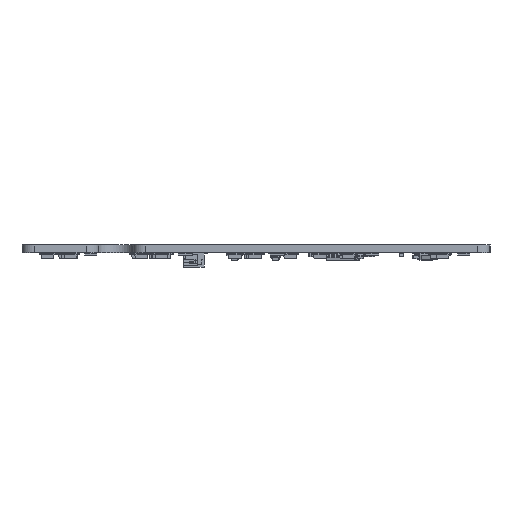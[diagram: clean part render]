
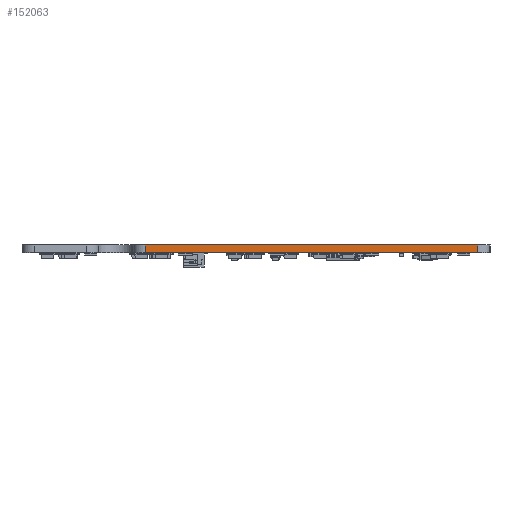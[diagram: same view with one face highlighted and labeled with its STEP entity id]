
A CAD part, left-side view. The second image highlights one B-rep face of the part: STEP entity #152063.
In plain terms, the highlighted planar face has unit normal (-1, 0, 0).
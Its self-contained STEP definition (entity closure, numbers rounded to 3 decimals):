
#108683 = PLANE('',#108684);
#108684 = AXIS2_PLACEMENT_3D('',#108685,#108686,#108687);
#108685 = CARTESIAN_POINT('',(223.87,-107.53,1.6));
#108686 = DIRECTION('',(0.,0.,1.));
#108687 = DIRECTION('',(1.,0.,-0.));
#108738 = PLANE('',#108739);
#108739 = AXIS2_PLACEMENT_3D('',#108740,#108741,#108742);
#108740 = CARTESIAN_POINT('',(223.87,-107.53,0.));
#108741 = DIRECTION('',(0.,0.,1.));
#108742 = DIRECTION('',(1.,0.,-0.));
#109304 = VERTEX_POINT('',#109305);
#109305 = CARTESIAN_POINT('',(38.4,-85.39,0.));
#109320 = CYLINDRICAL_SURFACE('',#109321,2.5);
#109321 = AXIS2_PLACEMENT_3D('',#109322,#109323,#109324);
#109322 = CARTESIAN_POINT('',(40.9,-85.39,0.));
#109323 = DIRECTION('',(-0.,-0.,-1.));
#109324 = DIRECTION('',(1.,0.,-0.));
#109332 = EDGE_CURVE('',#109304,#109333,#109335,.T.);
#109333 = VERTEX_POINT('',#109334);
#109334 = CARTESIAN_POINT('',(38.4,-153.04,0.));
#109335 = SURFACE_CURVE('',#109336,(#109340,#109347),.PCURVE_S1.);
#109336 = LINE('',#109337,#109338);
#109337 = CARTESIAN_POINT('',(38.4,-85.39,0.));
#109338 = VECTOR('',#109339,1.);
#109339 = DIRECTION('',(0.,-1.,0.));
#109340 = PCURVE('',#108738,#109341);
#109341 = DEFINITIONAL_REPRESENTATION('',(#109342),#109346);
#109342 = LINE('',#109343,#109344);
#109343 = CARTESIAN_POINT('',(-185.47,22.14));
#109344 = VECTOR('',#109345,1.);
#109345 = DIRECTION('',(0.,-1.));
#109346 = ( GEOMETRIC_REPRESENTATION_CONTEXT(2) 
PARAMETRIC_REPRESENTATION_CONTEXT() REPRESENTATION_CONTEXT('2D SPACE',''
  ) );
#109347 = PCURVE('',#109348,#109353);
#109348 = PLANE('',#109349);
#109349 = AXIS2_PLACEMENT_3D('',#109350,#109351,#109352);
#109350 = CARTESIAN_POINT('',(38.4,-85.39,0.));
#109351 = DIRECTION('',(1.,0.,-0.));
#109352 = DIRECTION('',(0.,-1.,0.));
#109353 = DEFINITIONAL_REPRESENTATION('',(#109354),#109358);
#109354 = LINE('',#109355,#109356);
#109355 = CARTESIAN_POINT('',(0.,0.));
#109356 = VECTOR('',#109357,1.);
#109357 = DIRECTION('',(1.,0.));
#109358 = ( GEOMETRIC_REPRESENTATION_CONTEXT(2) 
PARAMETRIC_REPRESENTATION_CONTEXT() REPRESENTATION_CONTEXT('2D SPACE',''
  ) );
#109377 = CYLINDRICAL_SURFACE('',#109378,2.5);
#109378 = AXIS2_PLACEMENT_3D('',#109379,#109380,#109381);
#109379 = CARTESIAN_POINT('',(40.9,-153.04,0.));
#109380 = DIRECTION('',(-0.,-0.,-1.));
#109381 = DIRECTION('',(1.,0.,-0.));
#132245 = VERTEX_POINT('',#132246);
#132246 = CARTESIAN_POINT('',(38.4,-85.39,1.6));
#132268 = EDGE_CURVE('',#132245,#132269,#132271,.T.);
#132269 = VERTEX_POINT('',#132270);
#132270 = CARTESIAN_POINT('',(38.4,-153.04,1.6));
#132271 = SURFACE_CURVE('',#132272,(#132276,#132283),.PCURVE_S1.);
#132272 = LINE('',#132273,#132274);
#132273 = CARTESIAN_POINT('',(38.4,-85.39,1.6));
#132274 = VECTOR('',#132275,1.);
#132275 = DIRECTION('',(0.,-1.,0.));
#132276 = PCURVE('',#108683,#132277);
#132277 = DEFINITIONAL_REPRESENTATION('',(#132278),#132282);
#132278 = LINE('',#132279,#132280);
#132279 = CARTESIAN_POINT('',(-185.47,22.14));
#132280 = VECTOR('',#132281,1.);
#132281 = DIRECTION('',(0.,-1.));
#132282 = ( GEOMETRIC_REPRESENTATION_CONTEXT(2) 
PARAMETRIC_REPRESENTATION_CONTEXT() REPRESENTATION_CONTEXT('2D SPACE',''
  ) );
#132283 = PCURVE('',#109348,#132284);
#132284 = DEFINITIONAL_REPRESENTATION('',(#132285),#132289);
#132285 = LINE('',#132286,#132287);
#132286 = CARTESIAN_POINT('',(0.,-1.6));
#132287 = VECTOR('',#132288,1.);
#132288 = DIRECTION('',(1.,0.));
#132289 = ( GEOMETRIC_REPRESENTATION_CONTEXT(2) 
PARAMETRIC_REPRESENTATION_CONTEXT() REPRESENTATION_CONTEXT('2D SPACE',''
  ) );
#152013 = EDGE_CURVE('',#109333,#132269,#152014,.T.);
#152014 = SURFACE_CURVE('',#152015,(#152019,#152026),.PCURVE_S1.);
#152015 = LINE('',#152016,#152017);
#152016 = CARTESIAN_POINT('',(38.4,-153.04,0.));
#152017 = VECTOR('',#152018,1.);
#152018 = DIRECTION('',(0.,0.,1.));
#152019 = PCURVE('',#109377,#152020);
#152020 = DEFINITIONAL_REPRESENTATION('',(#152021),#152025);
#152021 = LINE('',#152022,#152023);
#152022 = CARTESIAN_POINT('',(-3.142,0.));
#152023 = VECTOR('',#152024,1.);
#152024 = DIRECTION('',(-0.,-1.));
#152025 = ( GEOMETRIC_REPRESENTATION_CONTEXT(2) 
PARAMETRIC_REPRESENTATION_CONTEXT() REPRESENTATION_CONTEXT('2D SPACE',''
  ) );
#152026 = PCURVE('',#109348,#152027);
#152027 = DEFINITIONAL_REPRESENTATION('',(#152028),#152032);
#152028 = LINE('',#152029,#152030);
#152029 = CARTESIAN_POINT('',(67.65,0.));
#152030 = VECTOR('',#152031,1.);
#152031 = DIRECTION('',(0.,-1.));
#152032 = ( GEOMETRIC_REPRESENTATION_CONTEXT(2) 
PARAMETRIC_REPRESENTATION_CONTEXT() REPRESENTATION_CONTEXT('2D SPACE',''
  ) );
#152042 = EDGE_CURVE('',#109304,#132245,#152043,.T.);
#152043 = SURFACE_CURVE('',#152044,(#152048,#152055),.PCURVE_S1.);
#152044 = LINE('',#152045,#152046);
#152045 = CARTESIAN_POINT('',(38.4,-85.39,0.));
#152046 = VECTOR('',#152047,1.);
#152047 = DIRECTION('',(0.,0.,1.));
#152048 = PCURVE('',#109320,#152049);
#152049 = DEFINITIONAL_REPRESENTATION('',(#152050),#152054);
#152050 = LINE('',#152051,#152052);
#152051 = CARTESIAN_POINT('',(-3.142,0.));
#152052 = VECTOR('',#152053,1.);
#152053 = DIRECTION('',(-0.,-1.));
#152054 = ( GEOMETRIC_REPRESENTATION_CONTEXT(2) 
PARAMETRIC_REPRESENTATION_CONTEXT() REPRESENTATION_CONTEXT('2D SPACE',''
  ) );
#152055 = PCURVE('',#109348,#152056);
#152056 = DEFINITIONAL_REPRESENTATION('',(#152057),#152061);
#152057 = LINE('',#152058,#152059);
#152058 = CARTESIAN_POINT('',(0.,0.));
#152059 = VECTOR('',#152060,1.);
#152060 = DIRECTION('',(0.,-1.));
#152061 = ( GEOMETRIC_REPRESENTATION_CONTEXT(2) 
PARAMETRIC_REPRESENTATION_CONTEXT() REPRESENTATION_CONTEXT('2D SPACE',''
  ) );
#152063 = ADVANCED_FACE('',(#152064),#109348,.F.);
#152064 = FACE_BOUND('',#152065,.F.);
#152065 = EDGE_LOOP('',(#152066,#152067,#152068,#152069));
#152066 = ORIENTED_EDGE('',*,*,#152042,.T.);
#152067 = ORIENTED_EDGE('',*,*,#132268,.T.);
#152068 = ORIENTED_EDGE('',*,*,#152013,.F.);
#152069 = ORIENTED_EDGE('',*,*,#109332,.F.);
